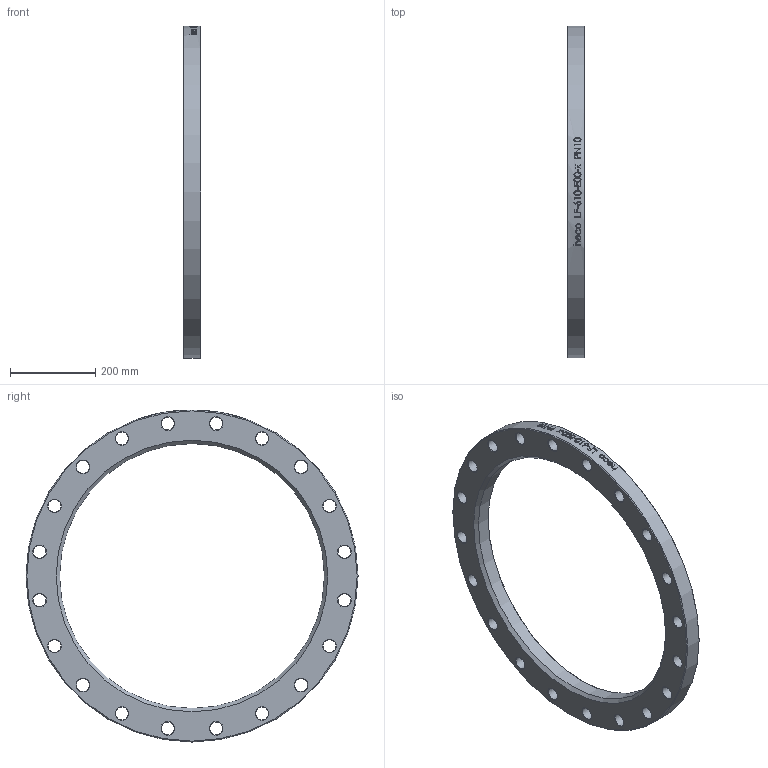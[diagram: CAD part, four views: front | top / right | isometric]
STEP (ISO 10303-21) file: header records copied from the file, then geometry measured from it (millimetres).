
FILE_DESCRIPTION (( 'STEP AP214' ), '1' );
FILE_NAME ('LF-610-E00-x Loser Flansch PN10 2101.STEP', '2021-01-20T10:41:30', ( '' ), ( '' ), 'SwSTEP 2.0', 'SolidWorks 2019', '' );
FILE_SCHEMA (( 'AUTOMOTIVE_DESIGN' ));
Length unit declared in the file: millimetre
Products named in the file (1): LF-610-E00-x Loser Flansch PN10 2101
Bounding box: 42 x 780 x 780 mm (x, y, z)
Volume: 6617194.9 mm3; surface area: 564444.2 mm2
Topology: 1 solids, 1 shells, 96 faces, 363 edges, 296 vertices
Faces by surface type: cylinder 50, cone 44, plane 2
Full cylindrical faces by diameter (mm): 30 x20, 622 x1, 780 x1
Entity records: 8958 total; most frequent: CARTESIAN_POINT 5928, ORIENTED_EDGE 544, DIRECTION 492, VERTEX_POINT 272, EDGE_CURVE 272, EDGE_LOOP 232, AXIS2_PLACEMENT_3D 228, CIRCLE 131
